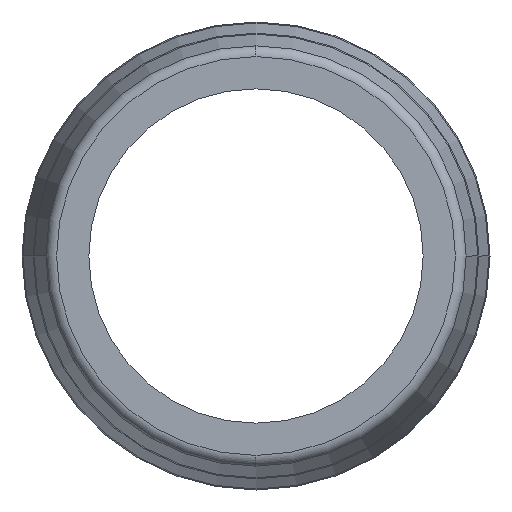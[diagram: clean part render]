
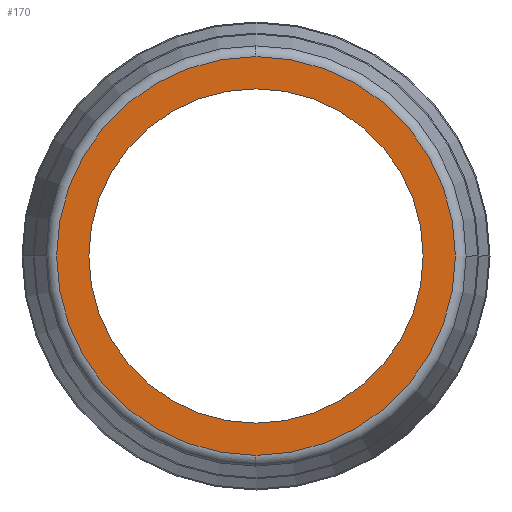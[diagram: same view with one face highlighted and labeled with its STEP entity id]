
A CAD part, left-side view. The second image highlights one B-rep face of the part: STEP entity #170.
In plain terms, the highlighted planar face has unit normal (-1, 0, 0).
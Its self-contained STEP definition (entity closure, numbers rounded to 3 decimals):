
#170=ADVANCED_FACE('',(#336,#337),#338,.T.);
#336=FACE_OUTER_BOUND('',#494,.T.);
#337=FACE_BOUND('',#495,.T.);
#338=PLANE('',#496);
#494=EDGE_LOOP('',(#897,#898,#899));
#495=EDGE_LOOP('',(#900,#901));
#496=AXIS2_PLACEMENT_3D('',#902,#903,#904);
#897=ORIENTED_EDGE('',*,*,#1020,.F.);
#898=ORIENTED_EDGE('',*,*,#1019,.F.);
#899=ORIENTED_EDGE('',*,*,#1025,.F.);
#900=ORIENTED_EDGE('',*,*,#1027,.T.);
#901=ORIENTED_EDGE('',*,*,#1016,.T.);
#902=CARTESIAN_POINT('',(-53.75,-16.446,0.0));
#903=DIRECTION('',(-1.0,0.0,0.0));
#904=DIRECTION('',(0.0,0.0,1.0));
#1016=EDGE_CURVE('',#1220,#1224,#1226,.T.);
#1019=EDGE_CURVE('',#1228,#1231,#1232,.T.);
#1020=EDGE_CURVE('',#1231,#1233,#1234,.T.);
#1025=EDGE_CURVE('',#1233,#1228,#1239,.T.);
#1027=EDGE_CURVE('',#1224,#1220,#1241,.T.);
#1220=VERTEX_POINT('',#1474);
#1224=VERTEX_POINT('',#1479);
#1226=CIRCLE('',#1482,15.0);
#1228=VERTEX_POINT('',#1484);
#1231=VERTEX_POINT('',#1487);
#1232=CIRCLE('',#1488,17.893);
#1233=VERTEX_POINT('',#1489);
#1234=CIRCLE('',#1490,17.893);
#1239=CIRCLE('',#1495,17.893);
#1241=CIRCLE('',#1497,15.0);
#1474=CARTESIAN_POINT('',(-53.75,-15.0,0.));
#1479=CARTESIAN_POINT('',(-53.75,15.0,0.));
#1482=AXIS2_PLACEMENT_3D('',#1711,#1712,#1713);
#1484=CARTESIAN_POINT('',(-53.75,0.,17.893));
#1487=CARTESIAN_POINT('',(-53.75,-17.893,0.0));
#1488=AXIS2_PLACEMENT_3D('',#1717,#1718,#1719);
#1489=CARTESIAN_POINT('',(-53.75,0.,-17.893));
#1490=AXIS2_PLACEMENT_3D('',#1720,#1721,#1722);
#1495=AXIS2_PLACEMENT_3D('',#1732,#1733,#1734);
#1497=AXIS2_PLACEMENT_3D('',#1735,#1736,#1737);
#1711=CARTESIAN_POINT('',(-53.75,0.0,0.0));
#1712=DIRECTION('',(1.0,0.0,0.0));
#1713=DIRECTION('',(0.0,-1.0,0.0));
#1717=CARTESIAN_POINT('',(-53.75,0.0,0.0));
#1718=DIRECTION('',(1.0,0.0,0.0));
#1719=DIRECTION('',(0.0,-1.0,0.0));
#1720=CARTESIAN_POINT('',(-53.75,0.0,0.0));
#1721=DIRECTION('',(1.0,0.0,0.0));
#1722=DIRECTION('',(0.0,-1.0,0.0));
#1732=CARTESIAN_POINT('',(-53.75,0.0,0.0));
#1733=DIRECTION('',(1.0,0.0,0.0));
#1734=DIRECTION('',(0.0,-1.0,0.0));
#1735=CARTESIAN_POINT('',(-53.75,0.0,0.0));
#1736=DIRECTION('',(1.0,0.0,0.0));
#1737=DIRECTION('',(0.0,-1.0,0.0));
